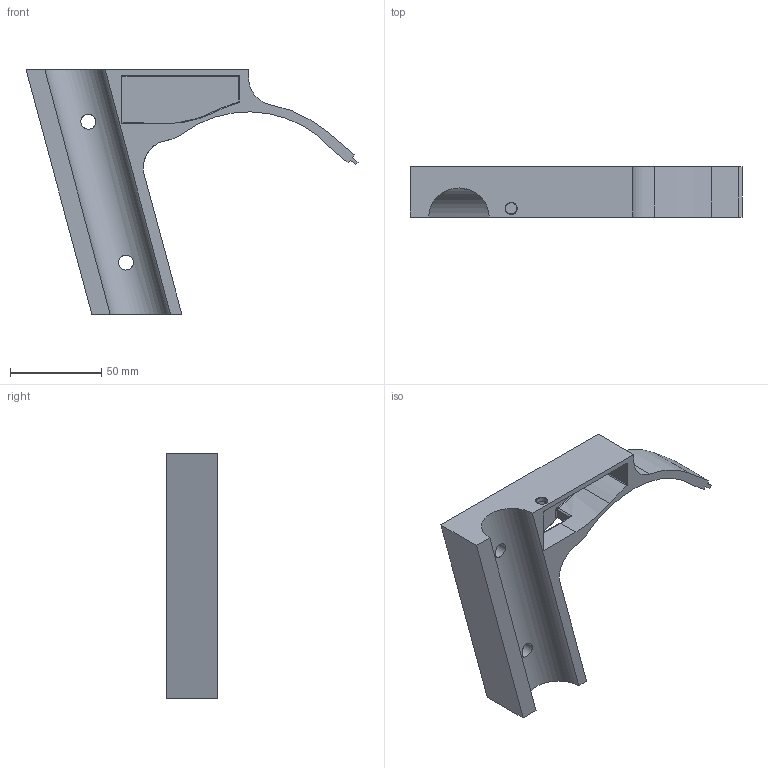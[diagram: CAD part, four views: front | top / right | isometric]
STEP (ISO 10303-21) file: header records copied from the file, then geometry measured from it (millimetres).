
FILE_DESCRIPTION(/* description */ (''),/* implementation_level */ '2;1');
FILE_NAME(/* name */ 'Fill left V3.step',/* time_stamp */ '2023-05-05T00:22:49+02:00',/* author */ (''),/* organization */ (''),/* preprocessor_version */ 'ST-DEVELOPER v19.2',/* originating_system */ 'Autodesk Translation Framework v12.4.0.73',/* authorisation */ '');
FILE_SCHEMA (('AUTOMOTIVE_DESIGN { 1 0 10303 214 3 1 1 }'));
Length unit declared in the file: millimetre
Products named in the file (1): Fill left V3
Bounding box: 182.23 x 27.75 x 134 mm (x, y, z)
Volume: 162194.4 mm3; surface area: 41883 mm2
Topology: 1 solids, 1 shells, 70 faces, 184 edges, 112 vertices
Faces by surface type: cylinder 27, plane 23, torus 12, sphere 4, bspline 4
Full cylindrical faces by diameter (mm): 6.2 x1, 8.2 x2
Entity records: 2500 total; most frequent: CARTESIAN_POINT 720, DIRECTION 373, ORIENTED_EDGE 364, EDGE_CURVE 182, AXIS2_PLACEMENT_3D 142, VERTEX_POINT 112, LINE 89, VECTOR 89
